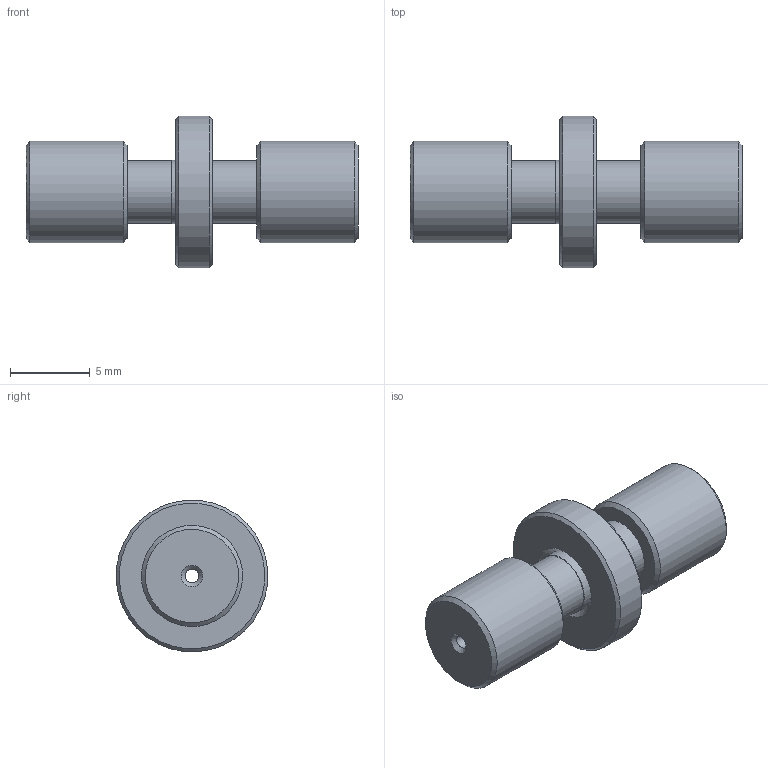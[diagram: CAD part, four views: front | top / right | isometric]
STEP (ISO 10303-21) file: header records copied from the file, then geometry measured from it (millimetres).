
FILE_DESCRIPTION((''),'2;1');
FILE_NAME('305162-EU.5T External union.stp','2013-08-23T15:54:04',('Franzp'),(''),'Autodesk Inventor 2013','Autodesk Inventor 2013','');
FILE_SCHEMA(('AUTOMOTIVE_DESIGN { 1 0 10303 214 1 1 1 1 }'));
Length unit declared in the file: millimetre
Products named in the file (1): 305162_Shrinkwrap_1
Bounding box: 20.81 x 9.51 x 9.51 mm (x, y, z)
Surface area: 708.8 mm2 (no closed solid volume)
Topology: 0 solids, 4 shells, 28 faces, 52 edges, 32 vertices
Faces by surface type: cone 12, plane 8, cylinder 8
Full cylindrical faces by diameter (mm): 0.84 x2, 3.9 x2, 4 x1, 6.35 x2, 9.525 x1
Entity records: 692 total; most frequent: DIRECTION 122, CARTESIAN_POINT 93, AXIS2_PLACEMENT_3D 61, ORIENTED_EDGE 56, EDGE_LOOP 56, VERTEX_POINT 32, CIRCLE 32, EDGE_CURVE 32
